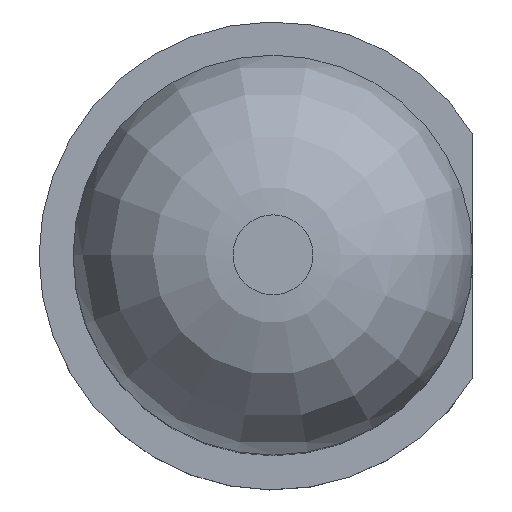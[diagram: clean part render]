
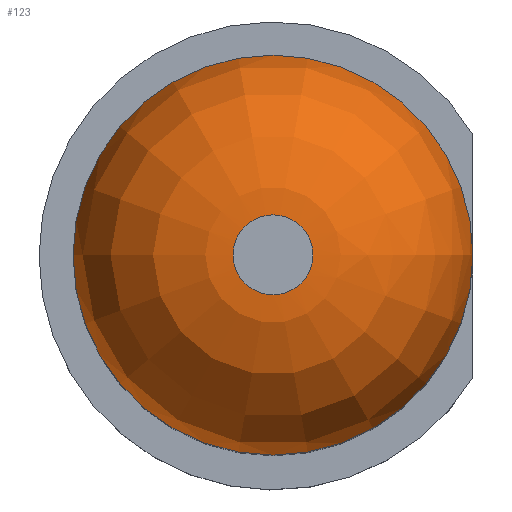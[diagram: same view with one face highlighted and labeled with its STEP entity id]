
A CAD part, top view. The second image highlights one B-rep face of the part: STEP entity #123.
In plain terms, the highlighted face is a revolution surface.
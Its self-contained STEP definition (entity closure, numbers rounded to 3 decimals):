
#24 = VERTEX_POINT('',#25);
#25 = CARTESIAN_POINT('',(2.5,0.,6.65));
#32 = CYLINDRICAL_SURFACE('',#33,2.5);
#33 = AXIS2_PLACEMENT_3D('',#34,#35,#36);
#34 = CARTESIAN_POINT('',(0.,0.,0.));
#35 = DIRECTION('',(0.,0.,-1.));
#36 = DIRECTION('',(1.,0.,0.));
#85 = EDGE_CURVE('',#24,#24,#86,.T.);
#86 = SURFACE_CURVE('',#87,(#92,#99),.PCURVE_S1.);
#87 = CIRCLE('',#88,2.5);
#88 = AXIS2_PLACEMENT_3D('',#89,#90,#91);
#89 = CARTESIAN_POINT('',(0.,0.,6.65));
#90 = DIRECTION('',(0.,0.,-1.));
#91 = DIRECTION('',(1.,0.,0.));
#92 = PCURVE('',#32,#93);
#93 = DEFINITIONAL_REPRESENTATION('',(#94),#98);
#94 = LINE('',#95,#96);
#95 = CARTESIAN_POINT('',(0.,-6.65));
#96 = VECTOR('',#97,1.);
#97 = DIRECTION('',(1.,0.));
#98 = ( GEOMETRIC_REPRESENTATION_CONTEXT(2) 
PARAMETRIC_REPRESENTATION_CONTEXT() REPRESENTATION_CONTEXT('2D SPACE',''
  ) );
#99 = PCURVE('',#100,#117);
#100 = SURFACE_OF_REVOLUTION('',#101,#114);
#101 = B_SPLINE_CURVE_WITH_KNOTS('',6,(#102,#103,#104,#105,#106,#107,
    #108,#109,#110,#111,#112,#113),.UNSPECIFIED.,.F.,.F.,(7,5,7),(0.,
    0.785,1.571),.UNSPECIFIED.);
#102 = CARTESIAN_POINT('',(2.5,0.,6.65));
#103 = CARTESIAN_POINT('',(2.5,0.,6.912));
#104 = CARTESIAN_POINT('',(2.459,0.,7.174));
#105 = CARTESIAN_POINT('',(2.377,0.,7.427));
#106 = CARTESIAN_POINT('',(2.255,0.,7.665));
#107 = CARTESIAN_POINT('',(2.099,0.,7.879));
#108 = CARTESIAN_POINT('',(1.729,0.,8.249));
#109 = CARTESIAN_POINT('',(1.515,0.,8.405));
#110 = CARTESIAN_POINT('',(1.277,0.,8.527));
#111 = CARTESIAN_POINT('',(1.024,0.,8.609));
#112 = CARTESIAN_POINT('',(0.762,0.,8.65));
#113 = CARTESIAN_POINT('',(0.5,0.,8.65));
#114 = AXIS1_PLACEMENT('',#115,#116);
#115 = CARTESIAN_POINT('',(0.,0.,6.65));
#116 = DIRECTION('',(0.,0.,1.));
#117 = DEFINITIONAL_REPRESENTATION('',(#118),#122);
#118 = LINE('',#119,#120);
#119 = CARTESIAN_POINT('',(-0.,0.));
#120 = VECTOR('',#121,1.);
#121 = DIRECTION('',(-1.,0.));
#122 = ( GEOMETRIC_REPRESENTATION_CONTEXT(2) 
PARAMETRIC_REPRESENTATION_CONTEXT() REPRESENTATION_CONTEXT('2D SPACE',''
  ) );
#123 = ADVANCED_FACE('',(#124),#100,.T.);
#124 = FACE_BOUND('',#125,.F.);
#125 = EDGE_LOOP('',(#126,#150,#151,#152));
#126 = ORIENTED_EDGE('',*,*,#127,.F.);
#127 = EDGE_CURVE('',#24,#128,#130,.T.);
#128 = VERTEX_POINT('',#129);
#129 = CARTESIAN_POINT('',(0.5,0.,8.65));
#130 = SEAM_CURVE('',#131,(#136,#143),.PCURVE_S1.);
#131 = CIRCLE('',#132,2.);
#132 = AXIS2_PLACEMENT_3D('',#133,#134,#135);
#133 = CARTESIAN_POINT('',(0.5,0.,6.65));
#134 = DIRECTION('',(0.,-1.,0.));
#135 = DIRECTION('',(1.,0.,0.));
#136 = PCURVE('',#100,#137);
#137 = DEFINITIONAL_REPRESENTATION('',(#138),#142);
#138 = LINE('',#139,#140);
#139 = CARTESIAN_POINT('',(-0.,0.));
#140 = VECTOR('',#141,1.);
#141 = DIRECTION('',(-0.,1.));
#142 = ( GEOMETRIC_REPRESENTATION_CONTEXT(2) 
PARAMETRIC_REPRESENTATION_CONTEXT() REPRESENTATION_CONTEXT('2D SPACE',''
  ) );
#143 = PCURVE('',#100,#144);
#144 = DEFINITIONAL_REPRESENTATION('',(#145),#149);
#145 = LINE('',#146,#147);
#146 = CARTESIAN_POINT('',(-6.283,0.));
#147 = VECTOR('',#148,1.);
#148 = DIRECTION('',(-0.,1.));
#149 = ( GEOMETRIC_REPRESENTATION_CONTEXT(2) 
PARAMETRIC_REPRESENTATION_CONTEXT() REPRESENTATION_CONTEXT('2D SPACE',''
  ) );
#150 = ORIENTED_EDGE('',*,*,#85,.T.);
#151 = ORIENTED_EDGE('',*,*,#127,.T.);
#152 = ORIENTED_EDGE('',*,*,#153,.F.);
#153 = EDGE_CURVE('',#128,#128,#154,.T.);
#154 = SURFACE_CURVE('',#155,(#160,#167),.PCURVE_S1.);
#155 = CIRCLE('',#156,0.5);
#156 = AXIS2_PLACEMENT_3D('',#157,#158,#159);
#157 = CARTESIAN_POINT('',(0.,0.,8.65));
#158 = DIRECTION('',(0.,0.,-1.));
#159 = DIRECTION('',(1.,0.,0.));
#160 = PCURVE('',#100,#161);
#161 = DEFINITIONAL_REPRESENTATION('',(#162),#166);
#162 = LINE('',#163,#164);
#163 = CARTESIAN_POINT('',(-0.,1.571));
#164 = VECTOR('',#165,1.);
#165 = DIRECTION('',(-1.,0.));
#166 = ( GEOMETRIC_REPRESENTATION_CONTEXT(2) 
PARAMETRIC_REPRESENTATION_CONTEXT() REPRESENTATION_CONTEXT('2D SPACE',''
  ) );
#167 = PCURVE('',#168,#173);
#168 = PLANE('',#169);
#169 = AXIS2_PLACEMENT_3D('',#170,#171,#172);
#170 = CARTESIAN_POINT('',(0.,0.,8.65));
#171 = DIRECTION('',(-0.,-0.,-1.));
#172 = DIRECTION('',(-1.,0.,0.));
#173 = DEFINITIONAL_REPRESENTATION('',(#174),#178);
#174 = CIRCLE('',#175,0.5);
#175 = AXIS2_PLACEMENT_2D('',#176,#177);
#176 = CARTESIAN_POINT('',(0.,0.));
#177 = DIRECTION('',(-1.,0.));
#178 = ( GEOMETRIC_REPRESENTATION_CONTEXT(2) 
PARAMETRIC_REPRESENTATION_CONTEXT() REPRESENTATION_CONTEXT('2D SPACE',''
  ) );
